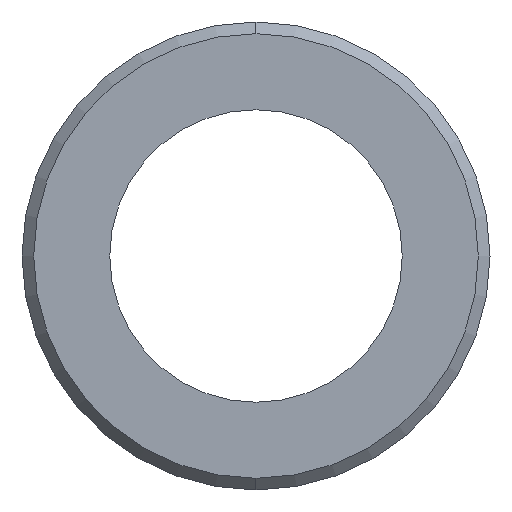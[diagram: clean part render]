
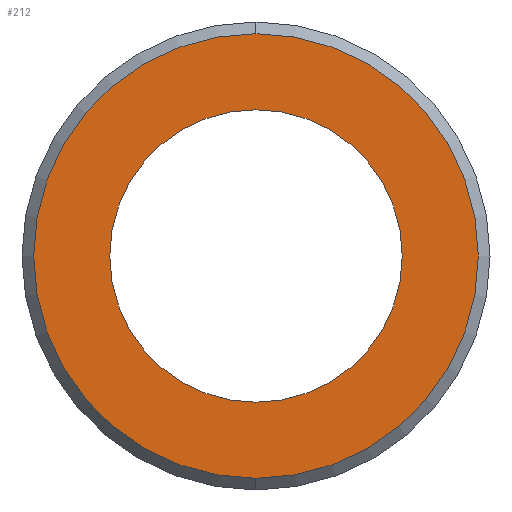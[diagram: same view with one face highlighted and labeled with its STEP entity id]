
A CAD part, left-side view. The second image highlights one B-rep face of the part: STEP entity #212.
In plain terms, the highlighted planar face has unit normal (-1, 0, 0).
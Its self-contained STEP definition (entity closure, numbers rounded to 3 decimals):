
#1 = ORIENTED_EDGE ( 'NONE', *, *, #4, .F. ) ;
#4 = EDGE_CURVE ( 'NONE', #218, #150, #12, .T. ) ;
#6 = EDGE_LOOP ( 'NONE', ( #278, #1 ) ) ;
#12 = CIRCLE ( 'NONE', #289, 2.5 ) ;
#13 = AXIS2_PLACEMENT_3D ( 'NONE', #67, #96, #118 ) ;
#18 = CIRCLE ( 'NONE', #195, 3.8 ) ;
#33 = CARTESIAN_POINT ( 'NONE',  ( -25., 0., 0. ) ) ;
#38 = PLANE ( 'NONE',  #280 ) ;
#42 = EDGE_CURVE ( 'NONE', #144, #45, #223, .T. ) ;
#45 = VERTEX_POINT ( 'NONE', #58 ) ;
#58 = CARTESIAN_POINT ( 'NONE',  ( -25., 0., -3.8 ) ) ;
#67 = CARTESIAN_POINT ( 'NONE',  ( -25., 0., 0. ) ) ;
#74 = EDGE_LOOP ( 'NONE', ( #270, #145 ) ) ;
#85 = AXIS2_PLACEMENT_3D ( 'NONE', #204, #248, #230 ) ;
#96 = DIRECTION ( 'NONE',  ( -1., 0., 0. ) ) ;
#106 = DIRECTION ( 'NONE',  ( 0., 0., 1. ) ) ;
#108 = DIRECTION ( 'NONE',  ( 0., 0., -1. ) ) ;
#118 = DIRECTION ( 'NONE',  ( 0., 0., 1. ) ) ;
#136 = CARTESIAN_POINT ( 'NONE',  ( -25., 2.5, 0. ) ) ;
#144 = VERTEX_POINT ( 'NONE', #291 ) ;
#145 = ORIENTED_EDGE ( 'NONE', *, *, #42, .T. ) ;
#150 = VERTEX_POINT ( 'NONE', #293 ) ;
#151 = DIRECTION ( 'NONE',  ( -1., 0., 0. ) ) ;
#154 = FACE_BOUND ( 'NONE', #6, .T. ) ;
#157 = CIRCLE ( 'NONE', #13, 2.5 ) ;
#168 = EDGE_CURVE ( 'NONE', #45, #144, #18, .T. ) ;
#188 = DIRECTION ( 'NONE',  ( 0., 0., 1. ) ) ;
#195 = AXIS2_PLACEMENT_3D ( 'NONE', #255, #209, #108 ) ;
#204 = CARTESIAN_POINT ( 'NONE',  ( -25., 0., 0. ) ) ;
#209 = DIRECTION ( 'NONE',  ( -1., 0., 0. ) ) ;
#212 = ADVANCED_FACE ( 'NONE', ( #232, #154 ), #38, .F. ) ;
#218 = VERTEX_POINT ( 'NONE', #277 ) ;
#223 = CIRCLE ( 'NONE', #85, 3.8 ) ;
#230 = DIRECTION ( 'NONE',  ( 0., 0., -1. ) ) ;
#232 = FACE_OUTER_BOUND ( 'NONE', #74, .T. ) ;
#248 = DIRECTION ( 'NONE',  ( -1., 0., 0. ) ) ;
#255 = CARTESIAN_POINT ( 'NONE',  ( -25., 0., 0. ) ) ;
#269 = EDGE_CURVE ( 'NONE', #150, #218, #157, .T. ) ;
#270 = ORIENTED_EDGE ( 'NONE', *, *, #168, .T. ) ;
#277 = CARTESIAN_POINT ( 'NONE',  ( -25., 0., -2.5 ) ) ;
#278 = ORIENTED_EDGE ( 'NONE', *, *, #269, .F. ) ;
#280 = AXIS2_PLACEMENT_3D ( 'NONE', #136, #294, #188 ) ;
#289 = AXIS2_PLACEMENT_3D ( 'NONE', #33, #151, #106 ) ;
#291 = CARTESIAN_POINT ( 'NONE',  ( -25., 0., 3.8 ) ) ;
#293 = CARTESIAN_POINT ( 'NONE',  ( -25., 0., 2.5 ) ) ;
#294 = DIRECTION ( 'NONE',  ( 1., 0., 0. ) ) ;
